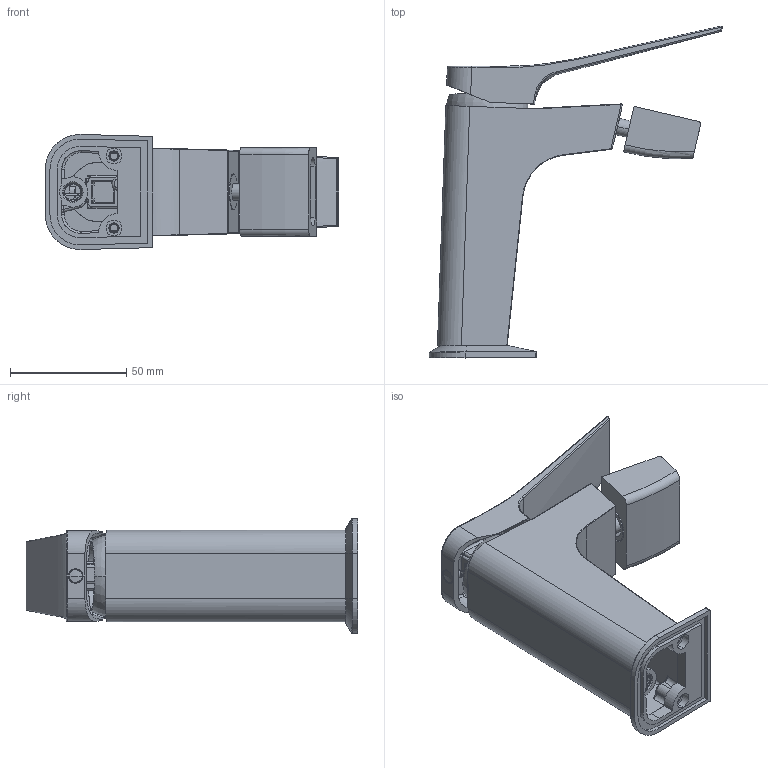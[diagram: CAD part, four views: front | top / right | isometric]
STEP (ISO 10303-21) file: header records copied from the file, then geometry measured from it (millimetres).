
FILE_DESCRIPTION (( 'STEP AP203' ), '1' );
FILE_NAME ('Assembly Bidet RS.STEP', '2023-12-18T06:57:55', ( '' ), ( '' ), 'SwSTEP 2.0', 'SolidWorks 2021', '' );
FILE_SCHEMA (( 'CONFIG_CONTROL_DESIGN' ));
Length unit declared in the file: millimetre
Products named in the file (1): Assembly Bidet RS
Bounding box: 126.11 x 142.65 x 49.46 mm (x, y, z)
Volume: 98425.8 mm3; surface area: 73812.4 mm2
Topology: 11 solids, 11 shells, 1029 faces, 2634 edges, 1605 vertices
Faces by surface type: cylinder 386, plane 350, bspline 105, cone 93, torus 70, sphere 25
Entity records: 43922 total; most frequent: CARTESIAN_POINT 20163, ORIENTED_EDGE 5206, DIRECTION 4736, EDGE_CURVE 2603, AXIS2_PLACEMENT_3D 1737, VERTEX_POINT 1596, VECTOR 1262, LINE 1262
